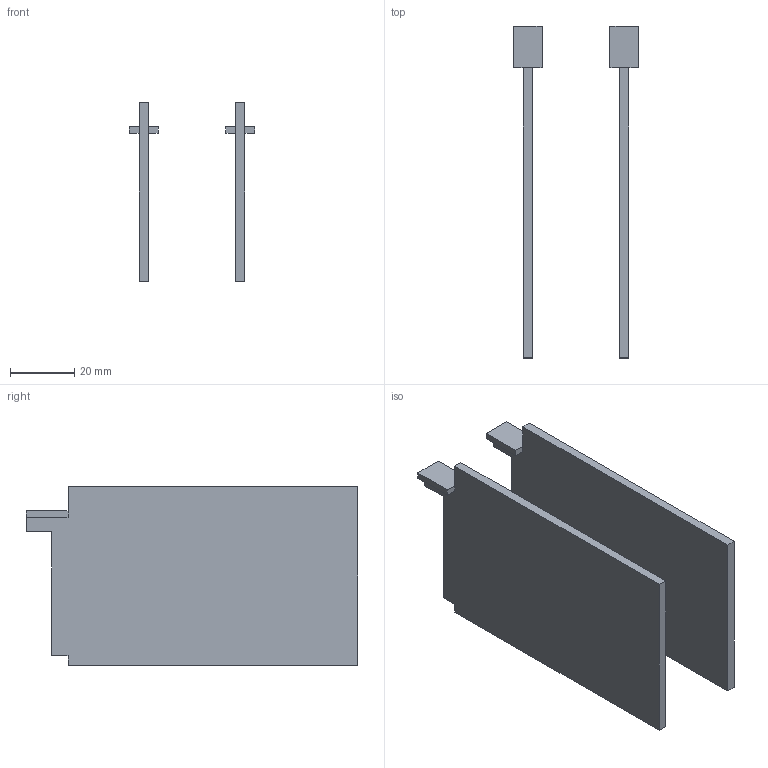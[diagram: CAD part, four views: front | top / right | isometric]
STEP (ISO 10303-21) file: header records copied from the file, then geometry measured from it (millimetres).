
FILE_DESCRIPTION(('CATIA V5 STEP Exchange'),'2;1');
FILE_NAME('1SDH001295R0256_1PA_001_00_XT2_3P_WITHDRAWABLE_PSR_90mm_SUP.stp','2014-11-11T15:24:18+00:00',('none'),('none'),'CATIA Version 5 Release 20 SP 1 (IN-10)','CATIA V5 STEP AP214','none');
FILE_SCHEMA(('AUTOMOTIVE_DESIGN { 1 0 10303 214 1 1 1 1 }'));
Length unit declared in the file: millimetre
Products named in the file (1): 1SDH001295R0256_1PA_001_00_XT2_3P_WITHDRAWABLE_PSR_90mm_SUP
Bounding box: 39 x 103 x 55.5 mm (x, y, z)
Volume: 29845.6 mm3; surface area: 23235.2 mm2
Topology: 2 solids, 2 shells, 36 faces, 92 edges, 60 vertices
Faces by surface type: plane 36
Entity records: 1007 total; most frequent: ORIENTED_EDGE 184, CARTESIAN_POINT 172, DIRECTION 130, VECTOR 92, EDGE_CURVE 92, LINE 92, VERTEX_POINT 60, ADVANCED_FACE 36
